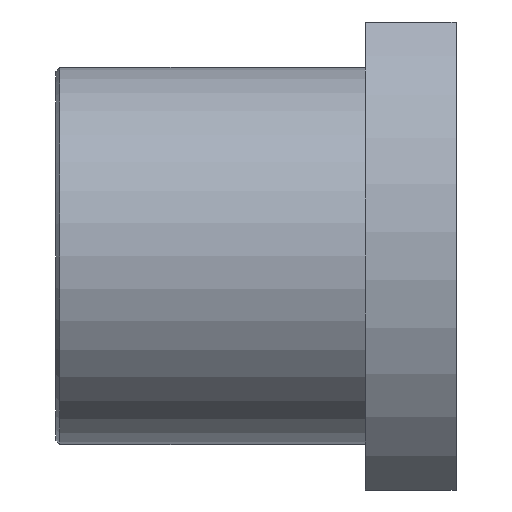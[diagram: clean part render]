
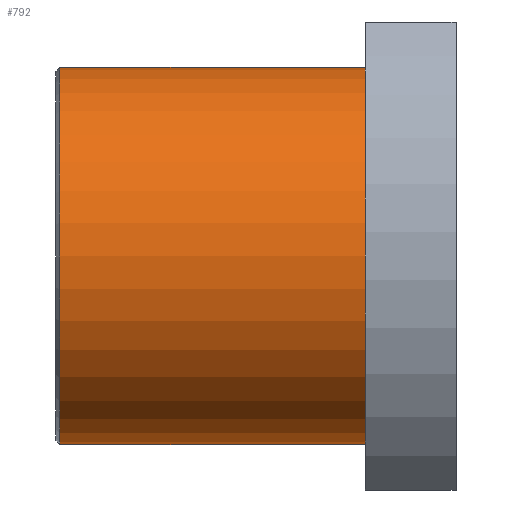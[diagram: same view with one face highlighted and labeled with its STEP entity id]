
A CAD part, front view. The second image highlights one B-rep face of the part: STEP entity #792.
In plain terms, the highlighted cylindrical face has radius 25 mm (diameter 50 mm), a partial arc.
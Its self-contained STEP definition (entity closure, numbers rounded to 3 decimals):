
#35 = VERTEX_POINT ( 'NONE', #68 ) ;
#41 = CARTESIAN_POINT ( 'NONE',  ( -36.059, 0., 0. ) ) ;
#68 = CARTESIAN_POINT ( 'NONE',  ( -36.059, 0., -25. ) ) ;
#72 = CIRCLE ( 'NONE', #689, 25. ) ;
#80 = CARTESIAN_POINT ( 'NONE',  ( 4.441, 0., 25. ) ) ;
#100 = EDGE_LOOP ( 'NONE', ( #589, #373, #431, #249 ) ) ;
#113 = VECTOR ( 'NONE', #314, 1000. ) ;
#157 = VERTEX_POINT ( 'NONE', #938 ) ;
#162 = CARTESIAN_POINT ( 'NONE',  ( -340.807, 0., 25. ) ) ;
#201 = AXIS2_PLACEMENT_3D ( 'NONE', #886, #351, #816 ) ;
#248 = EDGE_CURVE ( 'NONE', #157, #644, #627, .T. ) ;
#249 = ORIENTED_EDGE ( 'NONE', *, *, #356, .T. ) ;
#273 = EDGE_CURVE ( 'NONE', #644, #929, #539, .T. ) ;
#303 = DIRECTION ( 'NONE',  ( -1., 0., 0. ) ) ;
#314 = DIRECTION ( 'NONE',  ( -1., 0., 0. ) ) ;
#316 = CARTESIAN_POINT ( 'NONE',  ( 4.441, 0., 0. ) ) ;
#326 = DIRECTION ( 'NONE',  ( 0., 0., -1. ) ) ;
#351 = DIRECTION ( 'NONE',  ( -1., 0., 0. ) ) ;
#356 = EDGE_CURVE ( 'NONE', #929, #35, #72, .T. ) ;
#373 = ORIENTED_EDGE ( 'NONE', *, *, #248, .T. ) ;
#431 = ORIENTED_EDGE ( 'NONE', *, *, #273, .T. ) ;
#437 = AXIS2_PLACEMENT_3D ( 'NONE', #316, #303, #910 ) ;
#452 = LINE ( 'NONE', #902, #113 ) ;
#539 = LINE ( 'NONE', #162, #797 ) ;
#572 = FACE_OUTER_BOUND ( 'NONE', #100, .T. ) ;
#589 = ORIENTED_EDGE ( 'NONE', *, *, #942, .F. ) ;
#615 = DIRECTION ( 'NONE',  ( 1., 0., 0. ) ) ;
#627 = CIRCLE ( 'NONE', #437, 25. ) ;
#644 = VERTEX_POINT ( 'NONE', #80 ) ;
#651 = CYLINDRICAL_SURFACE ( 'NONE', #201, 25. ) ;
#689 = AXIS2_PLACEMENT_3D ( 'NONE', #41, #615, #326 ) ;
#792 = ADVANCED_FACE ( 'NONE', ( #572 ), #651, .T. ) ;
#797 = VECTOR ( 'NONE', #904, 1000. ) ;
#816 = DIRECTION ( 'NONE',  ( 0., 0., 1. ) ) ;
#841 = CARTESIAN_POINT ( 'NONE',  ( -36.059, 0., 25. ) ) ;
#886 = CARTESIAN_POINT ( 'NONE',  ( -340.807, 0., 0. ) ) ;
#902 = CARTESIAN_POINT ( 'NONE',  ( -340.807, 0., -25. ) ) ;
#904 = DIRECTION ( 'NONE',  ( -1., 0., 0. ) ) ;
#910 = DIRECTION ( 'NONE',  ( 0., 0., 1. ) ) ;
#929 = VERTEX_POINT ( 'NONE', #841 ) ;
#938 = CARTESIAN_POINT ( 'NONE',  ( 4.441, 0., -25. ) ) ;
#942 = EDGE_CURVE ( 'NONE', #157, #35, #452, .T. ) ;
